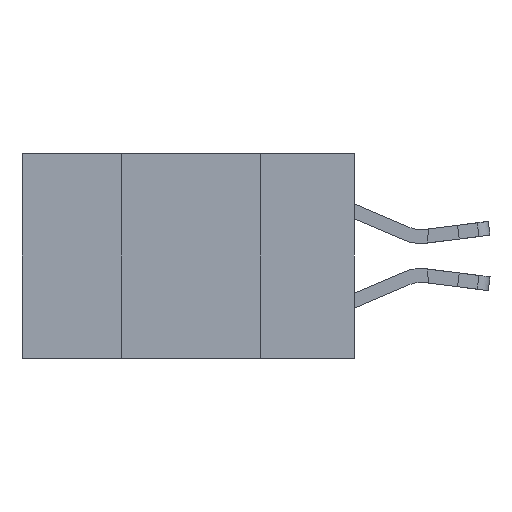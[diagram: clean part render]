
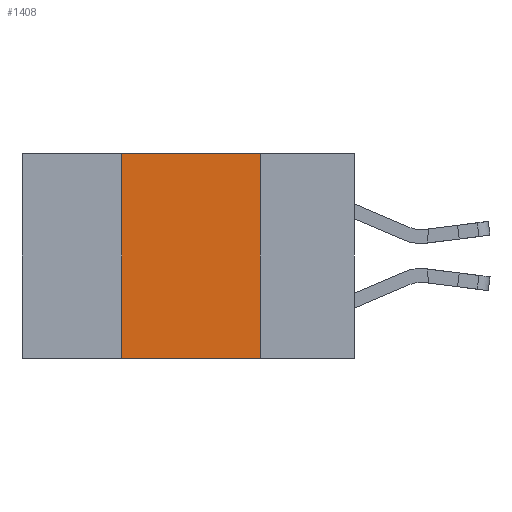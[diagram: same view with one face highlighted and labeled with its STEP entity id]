
A CAD part, left-side view. The second image highlights one B-rep face of the part: STEP entity #1408.
In plain terms, the highlighted planar face has unit normal (-1, 0, 0).
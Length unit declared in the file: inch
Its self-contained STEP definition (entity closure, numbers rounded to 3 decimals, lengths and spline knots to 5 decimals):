
#185 = DIRECTION ( 'NONE',  ( 0., 0., -1. ) ) ;
#627 = CARTESIAN_POINT ( 'NONE',  ( 0., 0.6, 0. ) ) ;
#846 = CARTESIAN_POINT ( 'NONE',  ( 0., 0.42, -0.37 ) ) ;
#1408 = ADVANCED_FACE ( 'NONE', ( #19607 ), #10436, .F. ) ;
#1875 = LINE ( 'NONE', #6619, #13531 ) ;
#2035 = VERTEX_POINT ( 'NONE', #17140 ) ;
#2423 = CARTESIAN_POINT ( 'NONE',  ( 0., 0.42, 0. ) ) ;
#5177 = LINE ( 'NONE', #15085, #9270 ) ;
#6619 = CARTESIAN_POINT ( 'NONE',  ( 0., 0.6, -0.37 ) ) ;
#6957 = EDGE_CURVE ( 'NONE', #7036, #13708, #20965, .T. ) ;
#6975 = ORIENTED_EDGE ( 'NONE', *, *, #6957, .F. ) ;
#7036 = VERTEX_POINT ( 'NONE', #846 ) ;
#7406 = DIRECTION ( 'NONE',  ( 0., 0., 1. ) ) ;
#7705 = EDGE_CURVE ( 'NONE', #8258, #2035, #5177, .T. ) ;
#8258 = VERTEX_POINT ( 'NONE', #12692 ) ;
#9245 = VECTOR ( 'NONE', #13124, 39.37008 ) ;
#9270 = VECTOR ( 'NONE', #185, 39.37008 ) ;
#9711 = EDGE_LOOP ( 'NONE', ( #11295, #14735, #6975, #15904 ) ) ;
#9840 = VECTOR ( 'NONE', #7406, 39.37008 ) ;
#10212 = DIRECTION ( 'NONE',  ( 1., 0., 0. ) ) ;
#10436 = PLANE ( 'NONE',  #20628 ) ;
#11295 = ORIENTED_EDGE ( 'NONE', *, *, #7705, .F. ) ;
#11461 = DIRECTION ( 'NONE',  ( 0., -1., 0. ) ) ;
#11714 = EDGE_CURVE ( 'NONE', #7036, #2035, #1875, .T. ) ;
#12692 = CARTESIAN_POINT ( 'NONE',  ( 0., 0.17, 0. ) ) ;
#13124 = DIRECTION ( 'NONE',  ( 0., -1., 0. ) ) ;
#13266 = CARTESIAN_POINT ( 'NONE',  ( 0., 0.6, 0. ) ) ;
#13531 = VECTOR ( 'NONE', #11461, 39.37008 ) ;
#13704 = EDGE_CURVE ( 'NONE', #13708, #8258, #15781, .T. ) ;
#13708 = VERTEX_POINT ( 'NONE', #18044 ) ;
#14735 = ORIENTED_EDGE ( 'NONE', *, *, #13704, .F. ) ;
#15085 = CARTESIAN_POINT ( 'NONE',  ( 0., 0.17, 0. ) ) ;
#15781 = LINE ( 'NONE', #13266, #9245 ) ;
#15904 = ORIENTED_EDGE ( 'NONE', *, *, #11714, .T. ) ;
#17140 = CARTESIAN_POINT ( 'NONE',  ( 0., 0.17, -0.37 ) ) ;
#18044 = CARTESIAN_POINT ( 'NONE',  ( 0., 0.42, 0. ) ) ;
#19607 = FACE_OUTER_BOUND ( 'NONE', #9711, .T. ) ;
#20121 = DIRECTION ( 'NONE',  ( 0., 0., -1. ) ) ;
#20628 = AXIS2_PLACEMENT_3D ( 'NONE', #627, #10212, #20121 ) ;
#20965 = LINE ( 'NONE', #2423, #9840 ) ;
